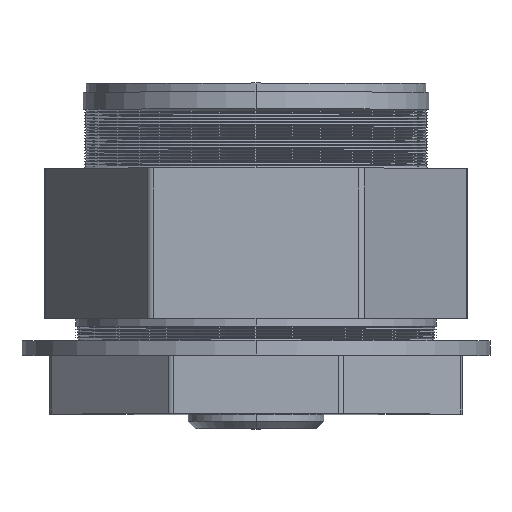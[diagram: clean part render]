
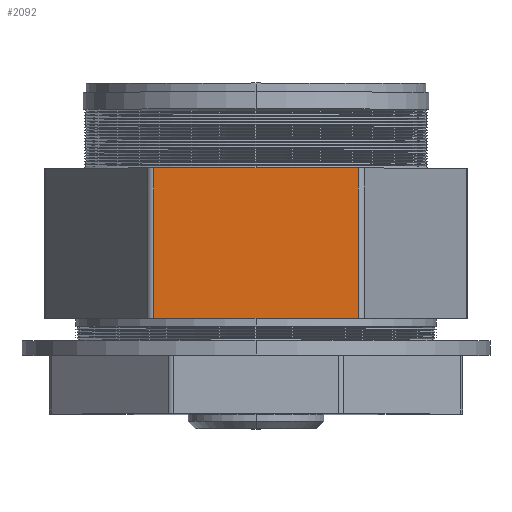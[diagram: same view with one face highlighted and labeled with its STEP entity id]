
A CAD part, top view. The second image highlights one B-rep face of the part: STEP entity #2092.
In plain terms, the highlighted planar face has unit normal (0, 0, 1).
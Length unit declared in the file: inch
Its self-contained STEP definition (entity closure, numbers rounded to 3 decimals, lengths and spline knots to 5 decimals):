
#105 = CARTESIAN_POINT ( 'NONE',  ( 0.71014, 1.81, 1.28 ) ) ;
#106 = DIRECTION ( 'NONE',  ( 1., 0., 0. ) ) ;
#107 = VECTOR ( 'NONE', #106, 39.37008 ) ;
#108 = CARTESIAN_POINT ( 'NONE',  ( -1.2, 1.81, 1.28 ) ) ;
#109 = LINE ( 'NONE', #108, #107 ) ;
#110 = CARTESIAN_POINT ( 'NONE',  ( -0.71014, 1.81, 1.28 ) ) ;
#143 = DIRECTION ( 'NONE',  ( -1., 0., 0. ) ) ;
#144 = VECTOR ( 'NONE', #143, 39.37008 ) ;
#145 = CARTESIAN_POINT ( 'NONE',  ( 0.73901, 0.765, 1.28 ) ) ;
#146 = LINE ( 'NONE', #145, #144 ) ;
#162 = DIRECTION ( 'NONE',  ( 0., 1., 0. ) ) ;
#163 = VECTOR ( 'NONE', #162, 39.37008 ) ;
#164 = CARTESIAN_POINT ( 'NONE',  ( 0.71014, 1.869, 1.28 ) ) ;
#165 = LINE ( 'NONE', #164, #163 ) ;
#290 = CARTESIAN_POINT ( 'NONE',  ( -0.71014, 0.765, 1.28 ) ) ;
#291 = CARTESIAN_POINT ( 'NONE',  ( 0.71014, 0.765, 1.28 ) ) ;
#1012 = DIRECTION ( 'NONE',  ( 0., -1., 0. ) ) ;
#1013 = VECTOR ( 'NONE', #1012, 39.37008 ) ;
#1014 = CARTESIAN_POINT ( 'NONE',  ( -0.71014, 1.869, 1.28 ) ) ;
#1017 = LINE ( 'NONE', #1014, #1013 ) ;
#1031 = DIRECTION ( 'NONE',  ( 1., 0., 0. ) ) ;
#1032 = DIRECTION ( 'NONE',  ( 0., 0., 1. ) ) ;
#1035 = FACE_OUTER_BOUND ( 'NONE', #2110, .T. ) ;
#1036 = CARTESIAN_POINT ( 'NONE',  ( 0.73901, 1.869, 1.28 ) ) ;
#1037 = PLANE ( 'NONE',  #1038 ) ;
#1038 = AXIS2_PLACEMENT_3D ( 'NONE', #1036, #1032, #1031 ) ;
#2055 = ORIENTED_EDGE ( 'NONE', *, *, #2258, .F. ) ;
#2056 = ORIENTED_EDGE ( 'NONE', *, *, #2176, .F. ) ;
#2057 = ORIENTED_EDGE ( 'NONE', *, *, #2058, .T. ) ;
#2058 = EDGE_CURVE ( 'NONE', #2174, #2260, #1017, .T. ) ;
#2092 = ADVANCED_FACE ( 'NONE', ( #1035 ), #1037, .T. ) ;
#2110 = EDGE_LOOP ( 'NONE', ( #2056, #2057, #2055, #2281 ) ) ;
#2174 = VERTEX_POINT ( 'NONE', #110 ) ;
#2176 = EDGE_CURVE ( 'NONE', #2174, #2177, #109, .T. ) ;
#2177 = VERTEX_POINT ( 'NONE', #105 ) ;
#2258 = EDGE_CURVE ( 'NONE', #2259, #2260, #146, .T. ) ;
#2259 = VERTEX_POINT ( 'NONE', #291 ) ;
#2260 = VERTEX_POINT ( 'NONE', #290 ) ;
#2281 = ORIENTED_EDGE ( 'NONE', *, *, #2286, .T. ) ;
#2286 = EDGE_CURVE ( 'NONE', #2259, #2177, #165, .T. ) ;
